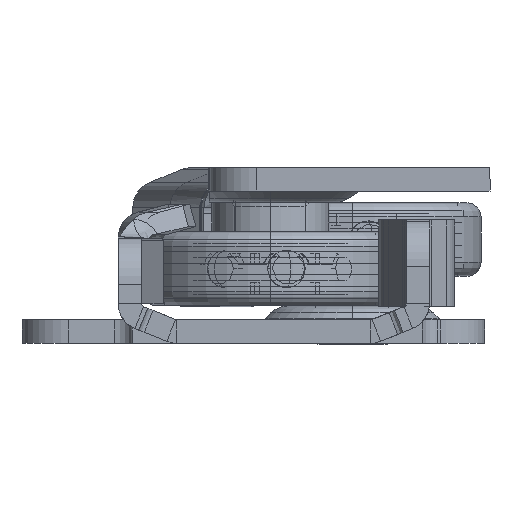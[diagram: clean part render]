
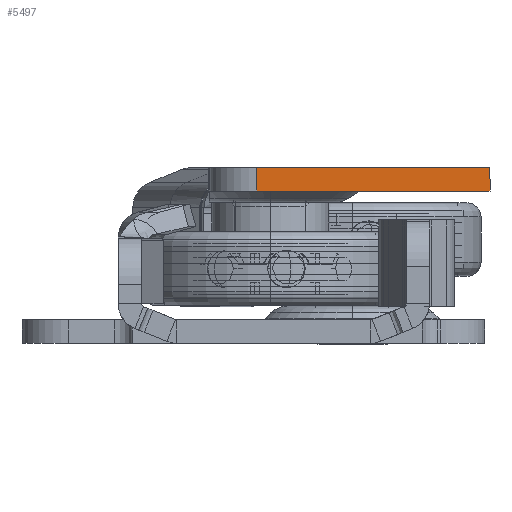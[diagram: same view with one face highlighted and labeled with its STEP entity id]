
A CAD part, left-side view. The second image highlights one B-rep face of the part: STEP entity #5497.
In plain terms, the highlighted face is planar.
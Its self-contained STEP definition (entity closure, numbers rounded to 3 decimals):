
#302 = DIRECTION ( 'NONE',  ( 0., 0., 1. ) ) ;
#322 = ORIENTED_EDGE ( 'NONE', *, *, #16929, .T. ) ;
#1044 = VECTOR ( 'NONE', #302, 1000. ) ;
#2656 = ORIENTED_EDGE ( 'NONE', *, *, #4941, .F. ) ;
#2966 = CARTESIAN_POINT ( 'NONE',  ( 0., -11.75, 0. ) ) ;
#3250 = AXIS2_PLACEMENT_3D ( 'NONE', #3954, #18248, #16177 ) ;
#3341 = ORIENTED_EDGE ( 'NONE', *, *, #6198, .T. ) ;
#3954 = CARTESIAN_POINT ( 'NONE',  ( 0., -11.75, -2. ) ) ;
#4077 = DIRECTION ( 'NONE',  ( 0., -1., 0. ) ) ;
#4164 = VERTEX_POINT ( 'NONE', #18475 ) ;
#4680 = VERTEX_POINT ( 'NONE', #12675 ) ;
#4719 = LINE ( 'NONE', #20605, #9571 ) ;
#4941 = EDGE_CURVE ( 'NONE', #16912, #4164, #18771, .T. ) ;
#5213 = VERTEX_POINT ( 'NONE', #20303 ) ;
#5497 = ADVANCED_FACE ( 'NONE', ( #5811 ), #19752, .T. ) ;
#5811 = FACE_OUTER_BOUND ( 'NONE', #7745, .T. ) ;
#6198 = EDGE_CURVE ( 'NONE', #5213, #4164, #10702, .T. ) ;
#7569 = LINE ( 'NONE', #18372, #17836 ) ;
#7745 = EDGE_LOOP ( 'NONE', ( #2656, #14100, #322, #3341 ) ) ;
#9505 = VECTOR ( 'NONE', #13933, 1000. ) ;
#9571 = VECTOR ( 'NONE', #13342, 1000. ) ;
#10702 = LINE ( 'NONE', #21064, #1044 ) ;
#12675 = CARTESIAN_POINT ( 'NONE',  ( 0., 8.15, -2. ) ) ;
#12850 = CARTESIAN_POINT ( 'NONE',  ( 0., 8.15, 0. ) ) ;
#13342 = DIRECTION ( 'NONE',  ( 0., 0., -1. ) ) ;
#13933 = DIRECTION ( 'NONE',  ( 0., -1., 0. ) ) ;
#14100 = ORIENTED_EDGE ( 'NONE', *, *, #14985, .T. ) ;
#14985 = EDGE_CURVE ( 'NONE', #16912, #4680, #4719, .T. ) ;
#16177 = DIRECTION ( 'NONE',  ( 0., 0., 1. ) ) ;
#16912 = VERTEX_POINT ( 'NONE', #12850 ) ;
#16929 = EDGE_CURVE ( 'NONE', #4680, #5213, #7569, .T. ) ;
#17836 = VECTOR ( 'NONE', #4077, 1000. ) ;
#18248 = DIRECTION ( 'NONE',  ( -1., 0., 0. ) ) ;
#18372 = CARTESIAN_POINT ( 'NONE',  ( 0., -11.75, -2. ) ) ;
#18475 = CARTESIAN_POINT ( 'NONE',  ( 0., -11.75, 0. ) ) ;
#18771 = LINE ( 'NONE', #2966, #9505 ) ;
#19752 = PLANE ( 'NONE',  #3250 ) ;
#20303 = CARTESIAN_POINT ( 'NONE',  ( 0., -11.75, -2. ) ) ;
#20605 = CARTESIAN_POINT ( 'NONE',  ( 0., 8.15, 0. ) ) ;
#21064 = CARTESIAN_POINT ( 'NONE',  ( 0., -11.75, -2. ) ) ;
